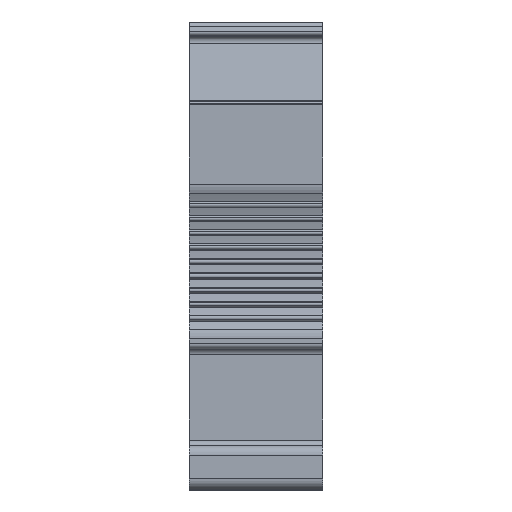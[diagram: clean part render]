
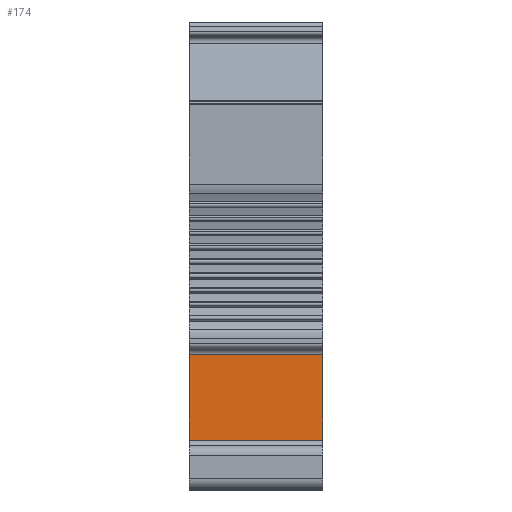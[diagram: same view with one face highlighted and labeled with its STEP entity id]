
A CAD part, front view. The second image highlights one B-rep face of the part: STEP entity #174.
In plain terms, the highlighted planar face has unit normal (0, -1, 0).
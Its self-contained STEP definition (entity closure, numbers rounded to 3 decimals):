
#174=ADVANCED_FACE('',(#2141),#2143,.F.);
#2141=FACE_BOUND('',#2142,.T.);
#2142=EDGE_LOOP('',(#3981,#3982,#3983,#3984));
#2143=PLANE('',#2144);
#2144=AXIS2_PLACEMENT_3D('',#2145,#2146,#2147);
#2145=CARTESIAN_POINT('',(803.571,-6.708,10.5));
#2146=DIRECTION('',(0.,1.,0.));
#2147=DIRECTION('',(1.,0.,0.));
#3981=ORIENTED_EDGE('',*,*,#5201,.F.);
#3982=ORIENTED_EDGE('',*,*,#4850,.F.);
#3983=ORIENTED_EDGE('',*,*,#5202,.T.);
#3984=ORIENTED_EDGE('',*,*,#5007,.T.);
#4850=EDGE_CURVE('',#5487,#5488,#5489,.T.);
#5007=EDGE_CURVE('',#5801,#5798,#5802,.T.);
#5201=EDGE_CURVE('',#5488,#5798,#6176,.T.);
#5202=EDGE_CURVE('',#5487,#5801,#6177,.T.);
#5487=VERTEX_POINT('',#6548);
#5488=VERTEX_POINT('',#6549);
#5489=LINE('',#6550,#6551);
#5798=VERTEX_POINT('',#7247);
#5801=VERTEX_POINT('',#7253);
#5802=LINE('',#7254,#7255);
#6176=LINE('',#8099,#8100);
#6177=LINE('',#8102,#8103);
#6548=CARTESIAN_POINT('',(803.571,-6.708,18.2));
#6549=CARTESIAN_POINT('',(803.571,-6.708,10.5));
#6550=CARTESIAN_POINT('',(803.571,-6.708,18.2));
#6551=VECTOR('',#6552,1.);
#6552=DIRECTION('',(0.,0.,-1.));
#7247=CARTESIAN_POINT('',(791.571,-6.708,10.5));
#7253=CARTESIAN_POINT('',(791.571,-6.708,18.2));
#7254=CARTESIAN_POINT('',(791.571,-6.708,18.2));
#7255=VECTOR('',#7256,1.);
#7256=DIRECTION('',(0.,0.,-1.));
#8099=CARTESIAN_POINT('',(803.571,-6.708,10.5));
#8100=VECTOR('',#8101,1.);
#8101=DIRECTION('',(-1.,0.,0.));
#8102=CARTESIAN_POINT('',(803.571,-6.708,18.2));
#8103=VECTOR('',#8104,1.);
#8104=DIRECTION('',(-1.,0.,0.));
